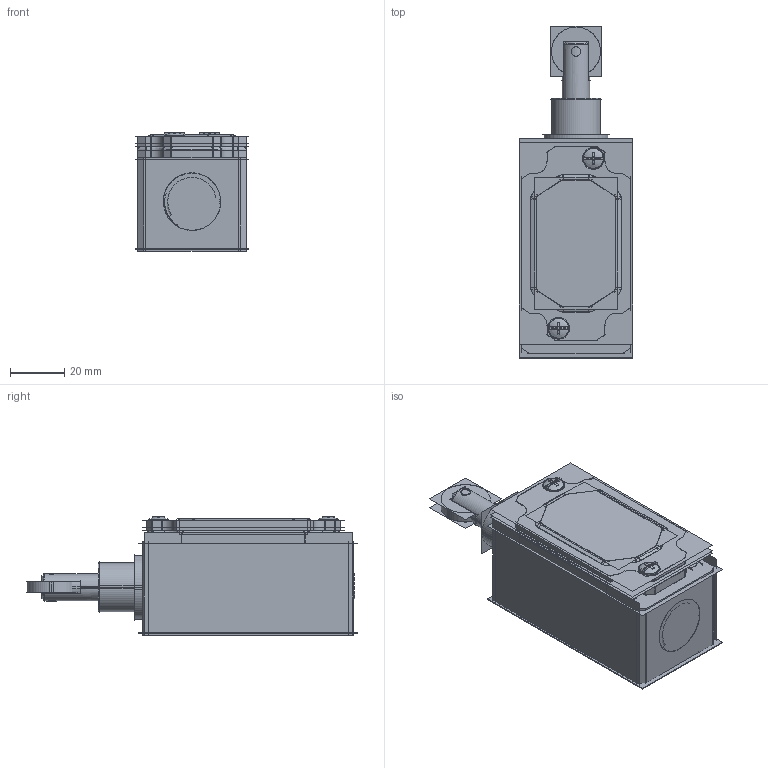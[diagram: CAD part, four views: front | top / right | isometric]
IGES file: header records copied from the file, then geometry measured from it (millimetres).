
Start section:  PTC IGES file: 212888.igs
Global section: file name: 212888.igs; native system: Creo Parametric by PTC Inc.; preprocessor: 2018300; author: pdmadmin; organization: Unknown; date: 20190930.135254; units: millimetre
Bounding box: 41.6 x 121.91 x 43.56 mm (x, y, z)
Volume: 59866.1 mm3; surface area: 224575 mm2
Topology: 7 solids, 13 shells, 774 faces, 3976 edges, 5028 vertices
Faces by surface type: bspline 428, revolution 346
